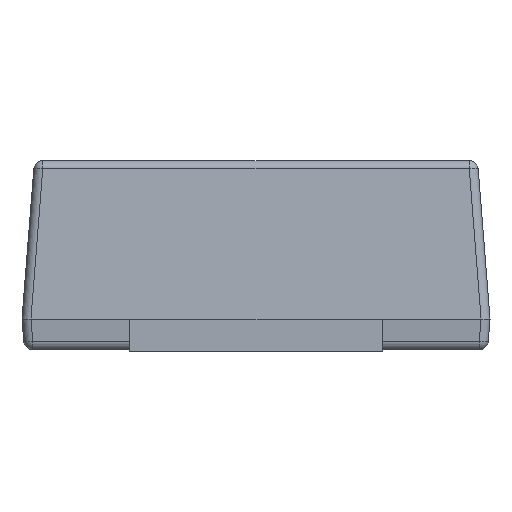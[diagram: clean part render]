
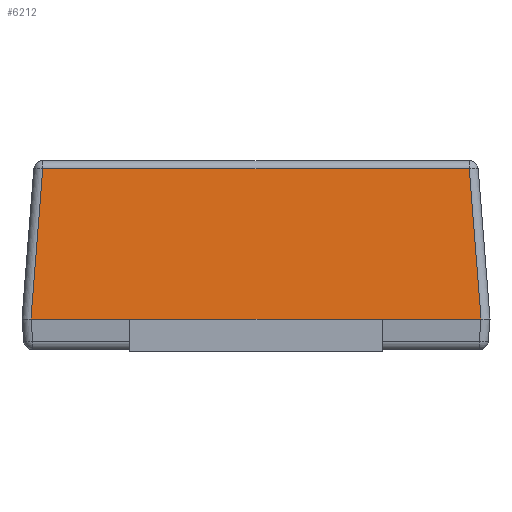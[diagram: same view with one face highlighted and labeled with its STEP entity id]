
A CAD part, left-side view. The second image highlights one B-rep face of the part: STEP entity #6212.
In plain terms, the highlighted planar face has unit normal (-0.997, 0, 0.079).
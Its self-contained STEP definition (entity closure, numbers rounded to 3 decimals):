
#466=FACE_OUTER_BOUND('',#813,.T.);
#813=EDGE_LOOP('',(#3963,#3964,#3965,#3966,#3967,#3968));
#1206=LINE('',#8555,#1831);
#1212=LINE('',#8568,#1837);
#1227=LINE('',#8610,#1852);
#1228=LINE('',#8611,#1853);
#1229=LINE('',#8612,#1854);
#1230=LINE('',#8613,#1855);
#1831=VECTOR('',#6994,1.);
#1837=VECTOR('',#7002,1.);
#1852=VECTOR('',#7043,1.);
#1853=VECTOR('',#7044,1.);
#1854=VECTOR('',#7045,1.);
#1855=VECTOR('',#7046,1.);
#2466=VERTEX_POINT('',#8553);
#2467=VERTEX_POINT('',#8554);
#2472=VERTEX_POINT('',#8565);
#2473=VERTEX_POINT('',#8567);
#2486=VERTEX_POINT('',#8608);
#2487=VERTEX_POINT('',#8609);
#3044=EDGE_CURVE('',#2466,#2467,#1206,.T.);
#3050=EDGE_CURVE('',#2473,#2472,#1212,.T.);
#3071=EDGE_CURVE('',#2486,#2487,#1227,.T.);
#3072=EDGE_CURVE('',#2487,#2473,#1228,.T.);
#3073=EDGE_CURVE('',#2472,#2466,#1229,.T.);
#3074=EDGE_CURVE('',#2467,#2486,#1230,.T.);
#3963=ORIENTED_EDGE('',*,*,#3071,.T.);
#3964=ORIENTED_EDGE('',*,*,#3072,.T.);
#3965=ORIENTED_EDGE('',*,*,#3050,.T.);
#3966=ORIENTED_EDGE('',*,*,#3073,.T.);
#3967=ORIENTED_EDGE('',*,*,#3044,.T.);
#3968=ORIENTED_EDGE('',*,*,#3074,.T.);
#5649=PLANE('',#6590);
#6212=ADVANCED_FACE('',(#466),#5649,.T.);
#6590=AXIS2_PLACEMENT_3D('',#8607,#7041,#7042);
#6994=DIRECTION('',(0.,-1.,0.));
#7002=DIRECTION('',(0.,-1.,0.));
#7041=DIRECTION('center_axis',(-0.997,0.,
0.078));
#7042=DIRECTION('ref_axis',(0.078,0.,0.997));
#7043=DIRECTION('',(0.,1.,0.));
#7044=DIRECTION('',(-0.078,0.078,-0.994));
#7045=DIRECTION('',(0.,-1.,0.));
#7046=DIRECTION('',(0.078,0.078,0.994));
#8553=CARTESIAN_POINT('',(-1.75,-0.7,0.18));
#8554=CARTESIAN_POINT('',(-1.75,-1.25,0.18));
#8555=CARTESIAN_POINT('',(-1.75,1.3,0.18));
#8565=CARTESIAN_POINT('',(-1.75,0.7,0.18));
#8567=CARTESIAN_POINT('',(-1.75,1.25,0.18));
#8568=CARTESIAN_POINT('',(-1.75,1.3,0.18));
#8607=CARTESIAN_POINT('Origin',(-1.75,1.3,0.18));
#8608=CARTESIAN_POINT('',(-1.684,-1.185,1.014));
#8609=CARTESIAN_POINT('',(-1.684,1.185,1.014));
#8610=CARTESIAN_POINT('',(-1.684,1.231,1.014));
#8611=CARTESIAN_POINT('',(-1.75,1.25,0.176));
#8612=CARTESIAN_POINT('',(-1.75,1.3,0.18));
#8613=CARTESIAN_POINT('',(-1.734,-1.235,0.378));
